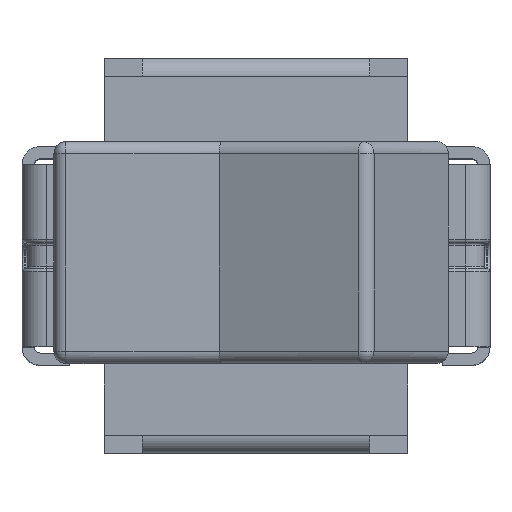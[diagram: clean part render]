
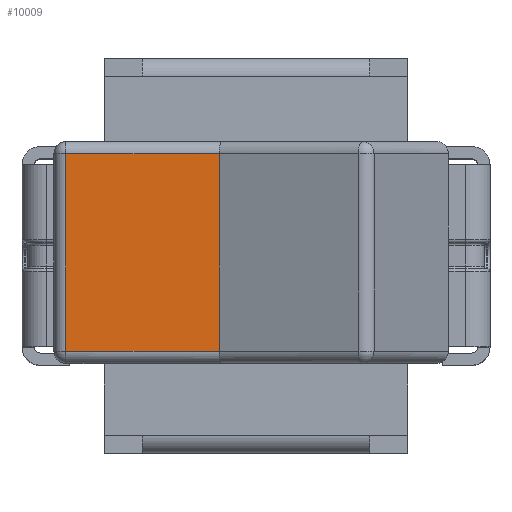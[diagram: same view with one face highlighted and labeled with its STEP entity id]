
A CAD part, top view. The second image highlights one B-rep face of the part: STEP entity #10009.
In plain terms, the highlighted planar face has unit normal (-0.002, 0, 1).
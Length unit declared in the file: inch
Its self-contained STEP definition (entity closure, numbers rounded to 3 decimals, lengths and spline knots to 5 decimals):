
#220=PLANE('',#10667);
#586=FACE_OUTER_BOUND('',#1202,.T.);
#1202=EDGE_LOOP('',(#6902,#6903,#6904,#6905));
#1864=LINE('',#15038,#2932);
#1869=LINE('',#15057,#2937);
#1870=LINE('',#15061,#2938);
#1871=LINE('',#15062,#2939);
#2932=VECTOR('',#11825,0.3937);
#2937=VECTOR('',#11850,0.3937);
#2938=VECTOR('',#11855,0.3937);
#2939=VECTOR('',#11856,0.3937);
#4355=VERTEX_POINT('',#15034);
#4356=VERTEX_POINT('',#15036);
#4360=VERTEX_POINT('',#15056);
#4361=VERTEX_POINT('',#15060);
#5301=EDGE_CURVE('',#4356,#4355,#1864,.T.);
#5310=EDGE_CURVE('',#4355,#4360,#1869,.T.);
#5312=EDGE_CURVE('',#4356,#4361,#1870,.T.);
#5313=EDGE_CURVE('',#4360,#4361,#1871,.T.);
#6902=ORIENTED_EDGE('',*,*,#5301,.F.);
#6903=ORIENTED_EDGE('',*,*,#5312,.T.);
#6904=ORIENTED_EDGE('',*,*,#5313,.F.);
#6905=ORIENTED_EDGE('',*,*,#5310,.F.);
#10009=ADVANCED_FACE('',(#586),#220,.T.);
#10667=AXIS2_PLACEMENT_3D('',#15059,#11853,#11854);
#11825=DIRECTION('',(-1.,0.,-0.002));
#11850=DIRECTION('',(0.,1.,0.));
#11853=DIRECTION('center_axis',(-0.002,0.,
1.));
#11854=DIRECTION('ref_axis',(0.,1.,0.));
#11855=DIRECTION('',(0.,1.,0.));
#11856=DIRECTION('',(1.,0.,0.002));
#15034=CARTESIAN_POINT('',(-0.31284,-0.15805,0.83389));
#15036=CARTESIAN_POINT('',(-0.06063,-0.15805,0.83433));
#15038=CARTESIAN_POINT('',(0.02653,-0.15805,0.83448));
#15056=CARTESIAN_POINT('',(-0.31284,0.16754,0.83389));
#15057=CARTESIAN_POINT('',(-0.31284,0.00475,0.83389));
#15059=CARTESIAN_POINT('Origin',(-0.06063,0.00475,
0.83433));
#15060=CARTESIAN_POINT('',(-0.06063,0.16754,0.83433));
#15061=CARTESIAN_POINT('',(-0.06063,0.00475,0.83433));
#15062=CARTESIAN_POINT('',(0.02653,0.16754,0.83448));
